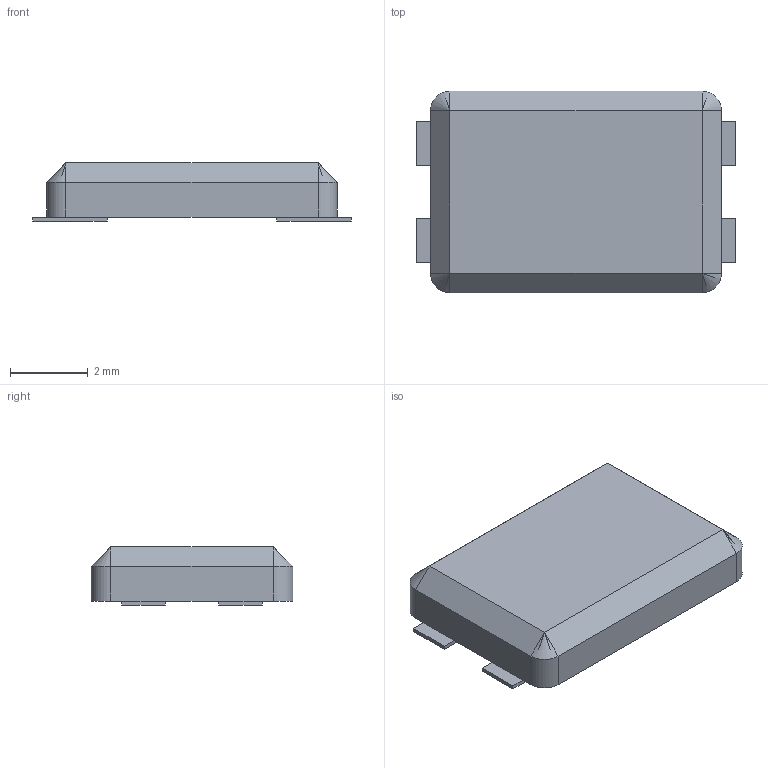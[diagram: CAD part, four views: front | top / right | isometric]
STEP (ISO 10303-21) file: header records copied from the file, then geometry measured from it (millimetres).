
FILE_DESCRIPTION (( 'STEP AP214' ), '1' );
FILE_NAME ('SMD_crystal.STEP', '2023-07-09T23:54:46', ( '' ), ( '' ), 'SwSTEP 2.0', 'SolidWorks 2020', '' );
FILE_SCHEMA (( 'AUTOMOTIVE_DESIGN' ));
Length unit declared in the file: millimetre
Products named in the file (1): SMD_crystal
Bounding box: 8.22 x 5.2 x 1.5 mm (x, y, z)
Volume: 52.2 mm3; surface area: 124.1 mm2
Topology: 5 solids, 5 shells, 42 faces, 88 edges, 52 vertices
Faces by surface type: plane 34, cylinder 4, cone 4
Entity records: 1405 total; most frequent: CARTESIAN_POINT 179, DIRECTION 178, ORIENTED_EDGE 168, EDGE_CURVE 84, VECTOR 76, LINE 76, VERTEX_POINT 52, AXIS2_PLACEMENT_3D 51
